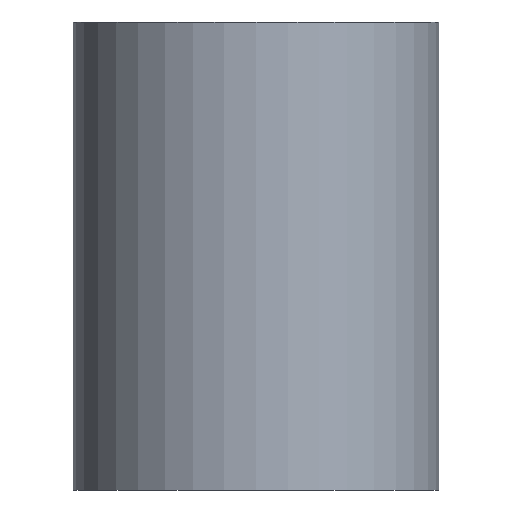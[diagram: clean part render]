
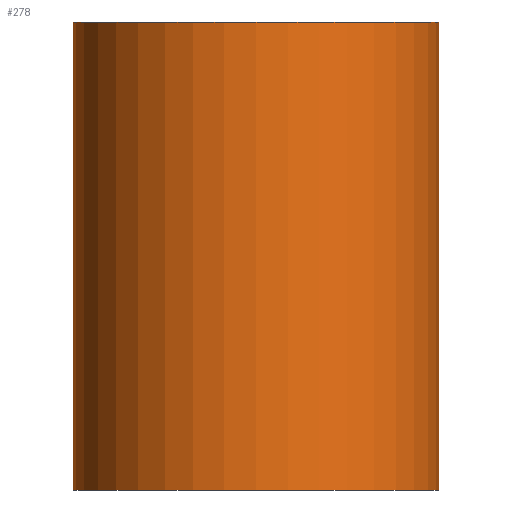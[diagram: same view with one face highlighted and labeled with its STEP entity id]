
A CAD part, front view. The second image highlights one B-rep face of the part: STEP entity #278.
In plain terms, the highlighted cylindrical face has radius 12.5 mm (diameter 25 mm), a partial arc.
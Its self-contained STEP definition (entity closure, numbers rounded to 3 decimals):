
#16 = AXIS2_PLACEMENT_3D ( 'NONE', #169, #281, #223 ) ;
#18 = VERTEX_POINT ( 'NONE', #70 ) ;
#33 = VERTEX_POINT ( 'NONE', #48 ) ;
#47 = VERTEX_POINT ( 'NONE', #329 ) ;
#48 = CARTESIAN_POINT ( 'NONE',  ( -12.5, 0., 32. ) ) ;
#52 = VECTOR ( 'NONE', #313, 1000. ) ;
#53 = DIRECTION ( 'NONE',  ( 0., 0., 1. ) ) ;
#66 = LINE ( 'NONE', #182, #52 ) ;
#70 = CARTESIAN_POINT ( 'NONE',  ( 12.5, 0., 0. ) ) ;
#78 = DIRECTION ( 'NONE',  ( 0., 0., 1. ) ) ;
#79 = DIRECTION ( 'NONE',  ( 0., 0., 1. ) ) ;
#81 = CARTESIAN_POINT ( 'NONE',  ( 0., 0., 40. ) ) ;
#82 = VECTOR ( 'NONE', #78, 1000. ) ;
#85 = EDGE_CURVE ( 'NONE', #47, #18, #132, .T. ) ;
#115 = EDGE_CURVE ( 'NONE', #47, #33, #287, .T. ) ;
#124 = ORIENTED_EDGE ( 'NONE', *, *, #304, .T. ) ;
#131 = DIRECTION ( 'NONE',  ( 1., 0., 0. ) ) ;
#132 = CIRCLE ( 'NONE', #230, 12.5 ) ;
#134 = ORIENTED_EDGE ( 'NONE', *, *, #214, .F. ) ;
#141 = ORIENTED_EDGE ( 'NONE', *, *, #85, .T. ) ;
#151 = CARTESIAN_POINT ( 'NONE',  ( -12.5, 0., 40. ) ) ;
#156 = ORIENTED_EDGE ( 'NONE', *, *, #115, .F. ) ;
#169 = CARTESIAN_POINT ( 'NONE',  ( 0., 0., 32. ) ) ;
#173 = CYLINDRICAL_SURFACE ( 'NONE', #309, 12.5 ) ;
#182 = CARTESIAN_POINT ( 'NONE',  ( 12.5, 0., 40. ) ) ;
#189 = VERTEX_POINT ( 'NONE', #201 ) ;
#201 = CARTESIAN_POINT ( 'NONE',  ( 12.5, 0., 32. ) ) ;
#214 = EDGE_CURVE ( 'NONE', #33, #189, #317, .T. ) ;
#223 = DIRECTION ( 'NONE',  ( 1., 0., 0. ) ) ;
#230 = AXIS2_PLACEMENT_3D ( 'NONE', #306, #79, #131 ) ;
#250 = EDGE_LOOP ( 'NONE', ( #156, #141, #124, #134 ) ) ;
#258 = FACE_OUTER_BOUND ( 'NONE', #250, .T. ) ;
#278 = ADVANCED_FACE ( 'NONE', ( #258 ), #173, .T. ) ;
#281 = DIRECTION ( 'NONE',  ( 0., 0., 1. ) ) ;
#287 = LINE ( 'NONE', #151, #82 ) ;
#290 = DIRECTION ( 'NONE',  ( 1., 0., 0. ) ) ;
#304 = EDGE_CURVE ( 'NONE', #18, #189, #66, .T. ) ;
#306 = CARTESIAN_POINT ( 'NONE',  ( 0., 0., 0. ) ) ;
#309 = AXIS2_PLACEMENT_3D ( 'NONE', #81, #53, #290 ) ;
#313 = DIRECTION ( 'NONE',  ( 0., 0., 1. ) ) ;
#317 = CIRCLE ( 'NONE', #16, 12.5 ) ;
#329 = CARTESIAN_POINT ( 'NONE',  ( -12.5, 0., 0. ) ) ;
